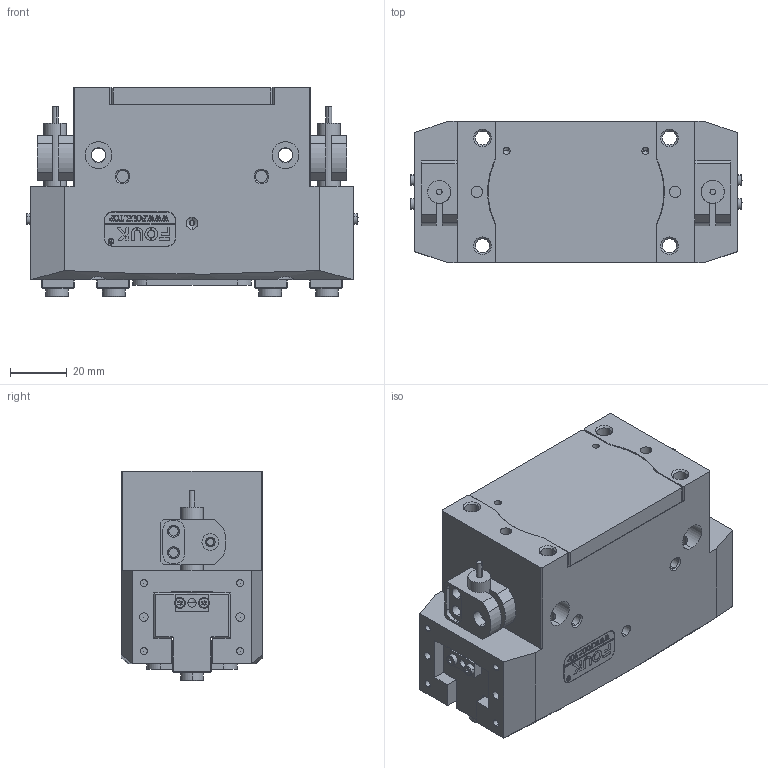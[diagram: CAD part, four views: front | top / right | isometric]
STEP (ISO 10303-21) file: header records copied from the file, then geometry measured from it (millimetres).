
FILE_DESCRIPTION (( 'STEP AP203' ), '1' );
FILE_NAME ('TR46-114-L.STEP', '2024-11-21T01:27:42', ( 'USER-' ), ( 'Microsoft' ), 'SwSTEP 2.0', 'SolidWorks 2018', '' );
FILE_SCHEMA (( 'CONFIG_CONTROL_DESIGN' ));
Length unit declared in the file: millimetre
Products named in the file (15): 揤輸蚾饜极; TR46-114L-杅耀.sldasm-Part-14; 25x12-R3; 揤輸杅耀.sldasm-Part-9; 埴翐芛_GB_FASTENER_SCREWS_HSHCS M2X8-N; TR46-114L-杅耀.sldasm-Part-3; TR46-114L-杅耀.sldasm-Part-2; TR46-114-L; TR46-114L-杅耀.sldasm-Part-18; TR46-114L-杅耀.sldasm-Part-13; TR46-114L-杅耀.sldasm-Part-10; TR46-114L-杅耀.sldasm-Part-15; TR46-114L-菁裔啣; TR46-114L-杅耀.sldasm-Part-7
Assembly tree (20 placements, depth 3):
  TR46-114-L
    TR46-114-L
      TR46-114L-杅耀.sldasm-Part-2
      TR46-114L-杅耀.sldasm-Part-7
      TR46-114L-杅耀.sldasm-Part-10
      TR46-114L-杅耀.sldasm-Part-13
      TR46-114L-杅耀.sldasm-Part-15
      TR46-114L-杅耀.sldasm-Part-18  x2
      TR46-114L-菁裔啣
    25x12-R3
    揤輸蚾饜极  x2
      揤輸杅耀.sldasm-Part-9
      埴翐芛_GB_FASTENER_SCREWS_HSHCS M2X8-N
    TR46-114L-杅耀.sldasm-Part-14  x4
    TR46-114L-杅耀.sldasm-Part-3
Bounding box: 117.2 x 50 x 74 mm (x, y, z)
Volume: 321732.3 mm3; surface area: 81654.1 mm2
Topology: 20 solids, 26 shells, 1295 faces, 3313 edges, 2116 vertices
Faces by surface type: plane 621, cylinder 339, cone 172, bspline 155, torus 8
Entity records: 39653 total; most frequent: CARTESIAN_POINT 12597, ORIENTED_EDGE 5414, DIRECTION 4886, EDGE_CURVE 2707, VERTEX_POINT 1774, VECTOR 1664, LINE 1664, AXIS2_PLACEMENT_3D 1611
